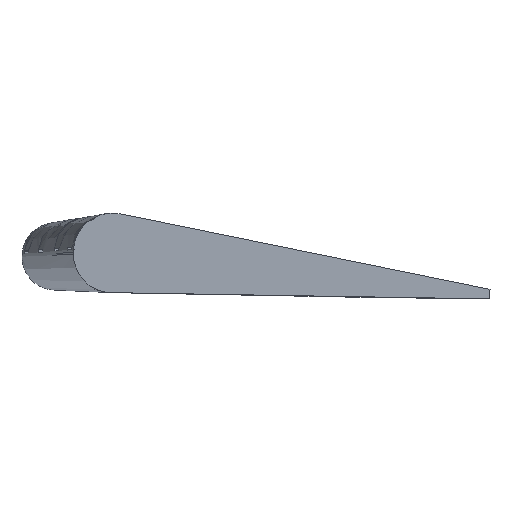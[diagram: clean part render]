
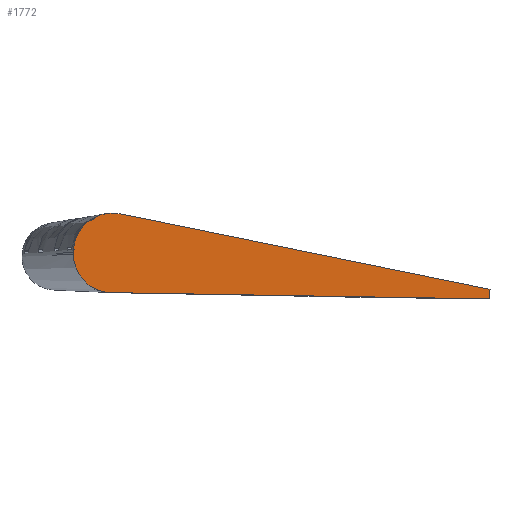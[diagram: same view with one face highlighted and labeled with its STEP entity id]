
A CAD part, top view. The second image highlights one B-rep face of the part: STEP entity #1772.
In plain terms, the highlighted planar face has unit normal (0, 0, 1).
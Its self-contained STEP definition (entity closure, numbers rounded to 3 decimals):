
#34 = CARTESIAN_POINT ( 'NONE',  ( 795.064, 1021.999, 524.268 ) ) ;
#47 = CARTESIAN_POINT ( 'NONE',  ( 794.516, 1021.299, 524.268 ) ) ;
#59 = CARTESIAN_POINT ( 'NONE',  ( 800.826, 1023.845, 524.268 ) ) ;
#73 = CARTESIAN_POINT ( 'NONE',  ( 793.537, 1018.776, 524.268 ) ) ;
#83 = CARTESIAN_POINT ( 'NONE',  ( 797.875, 1011.725, 524.268 ) ) ;
#86 = CARTESIAN_POINT ( 'NONE',  ( 797.27, 1023.556, 524.268 ) ) ;
#95 = CARTESIAN_POINT ( 'NONE',  ( 793.537, 1016.758, 524.268 ) ) ;
#122 = VERTEX_POINT ( 'NONE', #1653 ) ;
#126 = B_SPLINE_CURVE_WITH_KNOTS ( 'NONE', 3,
 ( #1521, #268, #1695, #1508, #1880, #809, #450, #425, #243, #2244, #996, #795, #617, #1932, #1535 ),
 .UNSPECIFIED., .F., .F.,
 ( 4, 1, 1, 1, 1, 1, 1, 1, 1, 1, 1, 1, 4 ),
 ( 0.006, 0.01, 0.017, 0.024, 0.031, 0.038, 0.045, 0.048, 0.051, 0.055, 0.058, 0.062, 0.065 ),
 .UNSPECIFIED. ) ;
#139 = CARTESIAN_POINT ( 'NONE',  ( 811.693, 1021.678, 524.268 ) ) ;
#151 = CARTESIAN_POINT ( 'NONE',  ( 793.537, 1017.543, 524.268 ) ) ;
#163 = CARTESIAN_POINT ( 'NONE',  ( 844.061, 1015.135, 524.268 ) ) ;
#205 = DIRECTION ( 'NONE',  ( 0., 0., -1. ) ) ;
#233 = CARTESIAN_POINT ( 'NONE',  ( 793.537, 1017.861, 524.268 ) ) ;
#243 = CARTESIAN_POINT ( 'NONE',  ( 841.469, 1010.674, 524.268 ) ) ;
#268 = CARTESIAN_POINT ( 'NONE',  ( 800.907, 1011.513, 524.268 ) ) ;
#319 = CARTESIAN_POINT ( 'NONE',  ( 794.702, 1013.905, 524.268 ) ) ;
#356 = ORIENTED_EDGE ( 'NONE', *, *, #1510, .T. ) ;
#425 = CARTESIAN_POINT ( 'NONE',  ( 836.926, 1010.761, 524.268 ) ) ;
#450 = CARTESIAN_POINT ( 'NONE',  ( 831.216, 1010.879, 524.268 ) ) ;
#451 = VERTEX_POINT ( 'NONE', #2230 ) ;
#503 = CARTESIAN_POINT ( 'NONE',  ( 793.537, 1039.495, 524.268 ) ) ;
#546 = CARTESIAN_POINT ( 'NONE',  ( 799.416, 1011.544, 524.268 ) ) ;
#552 = EDGE_CURVE ( 'NONE', #451, #2124, #1686, .T. ) ;
#578 = ORIENTED_EDGE ( 'NONE', *, *, #1790, .T. ) ;
#617 = CARTESIAN_POINT ( 'NONE',  ( 855.146, 1010.538, 524.268 ) ) ;
#643 = CARTESIAN_POINT ( 'NONE',  ( 796.475, 1023.156, 524.268 ) ) ;
#692 = CARTESIAN_POINT ( 'NONE',  ( 855.228, 1012.797, 524.268 ) ) ;
#694 = DIRECTION ( 'NONE',  ( -1., 0., 0. ) ) ;
#713 = VERTEX_POINT ( 'NONE', #546 ) ;
#716 = CARTESIAN_POINT ( 'NONE',  ( 858.537, 1010.568, 524.268 ) ) ;
#795 = CARTESIAN_POINT ( 'NONE',  ( 851.739, 1010.538, 524.268 ) ) ;
#809 = CARTESIAN_POINT ( 'NONE',  ( 824.392, 1011.021, 524.268 ) ) ;
#810 = EDGE_LOOP ( 'NONE', ( #578, #356, #1751, #985, #1182, #2347 ) ) ;
#820 = CARTESIAN_POINT ( 'NONE',  ( 794.278, 1014.549, 524.268 ) ) ;
#832 = CARTESIAN_POINT ( 'NONE',  ( 795.799, 1012.785, 524.268 ) ) ;
#865 = CARTESIAN_POINT ( 'NONE',  ( 0., 1039.495, 524.268 ) ) ;
#875 = CARTESIAN_POINT ( 'NONE',  ( 802.214, 1023.57, 524.268 ) ) ;
#904 = B_SPLINE_CURVE_WITH_KNOTS ( 'NONE', 3,
 ( #1608, #95, #1379, #820, #319, #832, #2320, #83, #1007, #1584 ),
 .UNSPECIFIED., .F., .F.,
 ( 4, 2, 2, 2, 4 ),
 ( 0., 0.25, 0.5, 0.75, 1. ),
 .UNSPECIFIED. ) ;
#946 = EDGE_CURVE ( 'NONE', #2124, #122, #2157, .T. ) ;
#985 = ORIENTED_EDGE ( 'NONE', *, *, #1200, .T. ) ;
#996 = CARTESIAN_POINT ( 'NONE',  ( 848.302, 1010.567, 524.268 ) ) ;
#1007 = CARTESIAN_POINT ( 'NONE',  ( 798.629, 1011.56, 524.268 ) ) ;
#1046 = CARTESIAN_POINT ( 'NONE',  ( 848.535, 1014.216, 524.268 ) ) ;
#1077 = LINE ( 'NONE', #503, #1823 ) ;
#1111 = DIRECTION ( 'NONE',  ( 0., 1., 0. ) ) ;
#1177 = CARTESIAN_POINT ( 'NONE',  ( 851.896, 1013.513, 524.268 ) ) ;
#1182 = ORIENTED_EDGE ( 'NONE', *, *, #552, .T. ) ;
#1183 = CARTESIAN_POINT ( 'NONE',  ( 799.931, 1024.022, 524.268 ) ) ;
#1191 = AXIS2_PLACEMENT_3D ( 'NONE', #865, #205, #694 ) ;
#1200 = EDGE_CURVE ( 'NONE', #1933, #451, #1318, .T. ) ;
#1246 = DIRECTION ( 'NONE',  ( 0., -1., 0. ) ) ;
#1255 = CARTESIAN_POINT ( 'NONE',  ( 805.837, 1022.85, 524.268 ) ) ;
#1318 = LINE ( 'NONE', #1914, #2406 ) ;
#1343 = CARTESIAN_POINT ( 'NONE',  ( 793.732, 1019.646, 524.268 ) ) ;
#1365 = CARTESIAN_POINT ( 'NONE',  ( 838.5, 1016.264, 524.268 ) ) ;
#1379 = CARTESIAN_POINT ( 'NONE',  ( 793.686, 1016.001, 524.268 ) ) ;
#1508 = CARTESIAN_POINT ( 'NONE',  ( 810.723, 1011.31, 524.268 ) ) ;
#1510 = EDGE_CURVE ( 'NONE', #1835, #713, #904, .T. ) ;
#1521 = CARTESIAN_POINT ( 'NONE',  ( 799.416, 1011.544, 524.268 ) ) ;
#1535 = CARTESIAN_POINT ( 'NONE',  ( 858.537, 1010.568, 524.268 ) ) ;
#1544 = CARTESIAN_POINT ( 'NONE',  ( 858.537, 1012.07, 524.268 ) ) ;
#1584 = CARTESIAN_POINT ( 'NONE',  ( 799.416, 1011.544, 524.268 ) ) ;
#1608 = CARTESIAN_POINT ( 'NONE',  ( 793.537, 1017.543, 524.268 ) ) ;
#1638 = FACE_OUTER_BOUND ( 'NONE', #810, .T. ) ;
#1653 = CARTESIAN_POINT ( 'NONE',  ( 793.537, 1017.861, 524.268 ) ) ;
#1686 = B_SPLINE_CURVE_WITH_KNOTS ( 'NONE', 3,
 ( #1544, #2155, #692, #1177, #1046, #163, #1365, #2372, #2362, #1994, #139, #1255, #875, #2293 ),
 .UNSPECIFIED., .F., .F.,
 ( 4, 1, 1, 1, 1, 1, 1, 1, 1, 1, 1, 4 ),
 ( 0., 0.003, 0.007, 0.01, 0.014, 0.02, 0.027, 0.034, 0.041, 0.048, 0.055, 0.059 ),
 .UNSPECIFIED. ) ;
#1695 = CARTESIAN_POINT ( 'NONE',  ( 804.676, 1011.436, 524.268 ) ) ;
#1751 = ORIENTED_EDGE ( 'NONE', *, *, #2127, .T. ) ;
#1772 = ADVANCED_FACE ( 'NONE', ( #1638 ), #1986, .F. ) ;
#1790 = EDGE_CURVE ( 'NONE', #122, #1835, #1077, .T. ) ;
#1823 = VECTOR ( 'NONE', #1246, 1000. ) ;
#1835 = VERTEX_POINT ( 'NONE', #151 ) ;
#1880 = CARTESIAN_POINT ( 'NONE',  ( 817.554, 1011.166, 524.268 ) ) ;
#1914 = CARTESIAN_POINT ( 'NONE',  ( 858.537, 1013.249, 524.268 ) ) ;
#1932 = CARTESIAN_POINT ( 'NONE',  ( 857.38, 1010.56, 524.268 ) ) ;
#1933 = VERTEX_POINT ( 'NONE', #716 ) ;
#1986 = PLANE ( 'NONE',  #1191 ) ;
#1994 = CARTESIAN_POINT ( 'NONE',  ( 818.392, 1020.33, 524.268 ) ) ;
#2124 = VERTEX_POINT ( 'NONE', #2282 ) ;
#2127 = EDGE_CURVE ( 'NONE', #713, #1933, #126, .T. ) ;
#2155 = CARTESIAN_POINT ( 'NONE',  ( 857.41, 1012.314, 524.268 ) ) ;
#2157 = B_SPLINE_CURVE_WITH_KNOTS ( 'NONE', 3,
 ( #59, #1183, #2259, #86, #643, #34, #47, #1343, #73, #233 ),
 .UNSPECIFIED., .F., .F.,
 ( 4, 2, 2, 2, 4 ),
 ( 0., 0.25, 0.5, 0.75, 1. ),
 .UNSPECIFIED. ) ;
#2230 = CARTESIAN_POINT ( 'NONE',  ( 858.537, 1012.07, 524.268 ) ) ;
#2244 = CARTESIAN_POINT ( 'NONE',  ( 844.884, 1010.615, 524.268 ) ) ;
#2259 = CARTESIAN_POINT ( 'NONE',  ( 799.038, 1023.999, 524.268 ) ) ;
#2282 = CARTESIAN_POINT ( 'NONE',  ( 800.826, 1023.845, 524.268 ) ) ;
#2293 = CARTESIAN_POINT ( 'NONE',  ( 800.826, 1023.845, 524.268 ) ) ;
#2320 = CARTESIAN_POINT ( 'NONE',  ( 796.431, 1012.35, 524.268 ) ) ;
#2347 = ORIENTED_EDGE ( 'NONE', *, *, #946, .T. ) ;
#2362 = CARTESIAN_POINT ( 'NONE',  ( 825.096, 1018.979, 524.268 ) ) ;
#2372 = CARTESIAN_POINT ( 'NONE',  ( 831.787, 1017.625, 524.268 ) ) ;
#2406 = VECTOR ( 'NONE', #1111, 1000. ) ;
